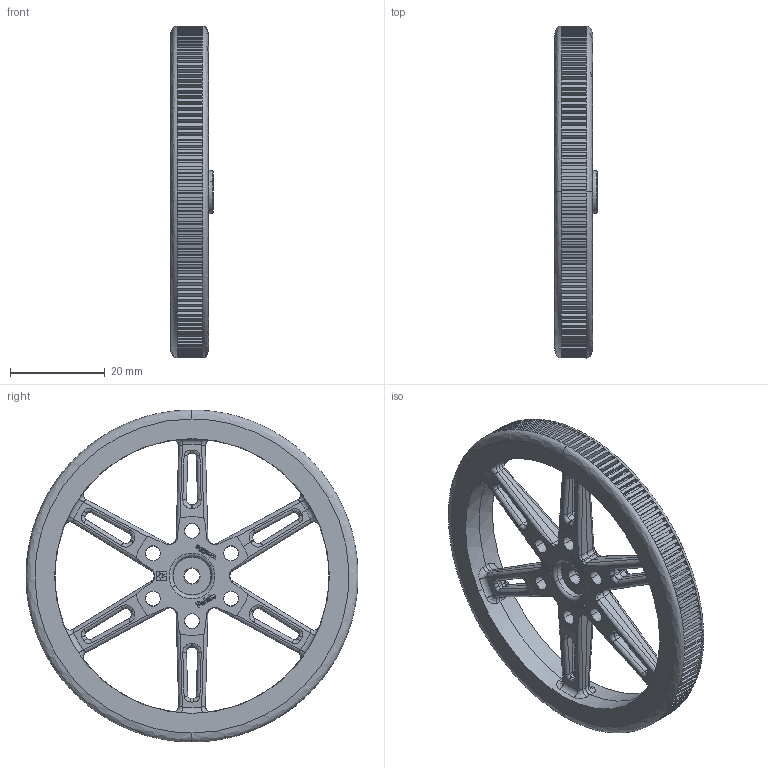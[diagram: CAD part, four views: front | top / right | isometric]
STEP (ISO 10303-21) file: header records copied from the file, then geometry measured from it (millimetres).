
FILE_DESCRIPTION (( 'STEP AP214' ), '1' );
FILE_NAME ('whe05a.STEP', '2020-01-22T20:51:41', ( '' ), ( '' ), 'SwSTEP 2.0', 'SolidWorks 2016', '' );
FILE_SCHEMA (( 'AUTOMOTIVE_DESIGN' ));
Length unit declared in the file: millimetre
Products named in the file (1): whe05a
Bounding box: 9 x 70 x 70 mm (x, y, z)
Volume: 12142 mm3; surface area: 10511.2 mm2
Topology: 1 solids, 1 shells, 1551 faces, 3728 edges, 2189 vertices
Faces by surface type: plane 750, cylinder 304, bspline 301, cone 148, torus 48
Entity records: 73533 total; most frequent: CARTESIAN_POINT 23875, ORIENTED_EDGE 7456, DIRECTION 5663, EDGE_CURVE 3728, VERTEX_POINT 2189, AXIS2_PLACEMENT_3D 1976, VECTOR 1711, LINE 1711
